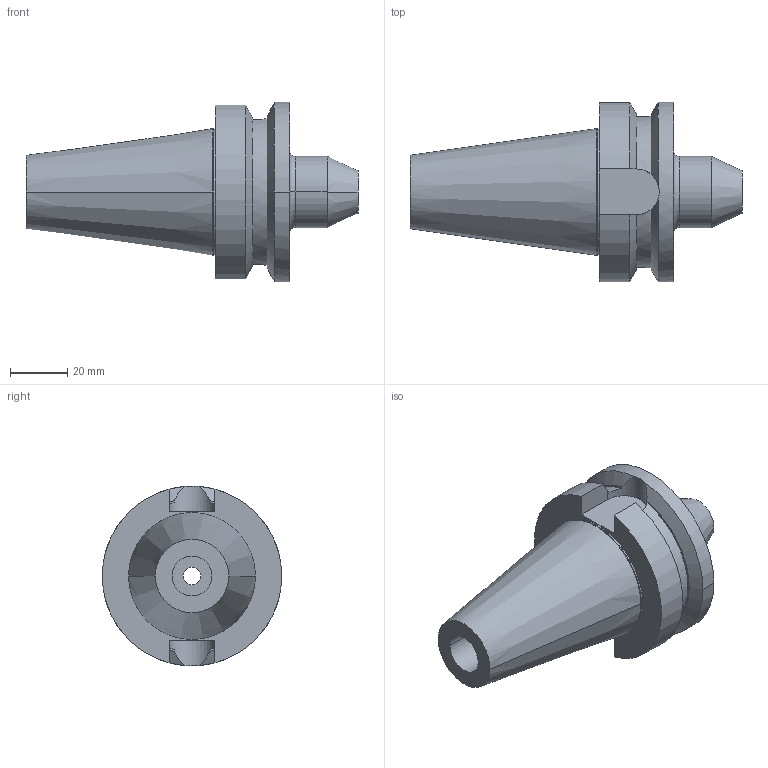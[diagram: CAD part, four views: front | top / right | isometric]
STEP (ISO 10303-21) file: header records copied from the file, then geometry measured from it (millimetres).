
FILE_DESCRIPTION((''),'2;1');
FILE_NAME('84552106','2020-09-15T13:32:44',('thiemer'),(''),'CREO PARAMETRIC BY PTC INC, 2018400','CREO PARAMETRIC BY PTC INC, 2018400','');
FILE_SCHEMA(('AUTOMOTIVE_DESIGN { 1 0 10303 214 1 1 1 1 }'));
Length unit declared in the file: millimetre
Products named in the file (1): 84552106
Bounding box: 116.4 x 63 x 63 mm (x, y, z)
Volume: 131635.6 mm3; surface area: 24802.3 mm2
Topology: 1 solids, 1 shells, 46 faces, 112 edges, 72 vertices
Faces by surface type: plane 16, cylinder 16, cone 10, torus 4
Entity records: 2249 total; most frequent: CARTESIAN_POINT 370, DIRECTION 276, ORIENTED_EDGE 224, PRESENTATION_STYLE_ASSIGNMENT 136, STYLED_ITEM 136, CURVE_STYLE 135, AXIS2_PLACEMENT_3D 112, EDGE_CURVE 112
